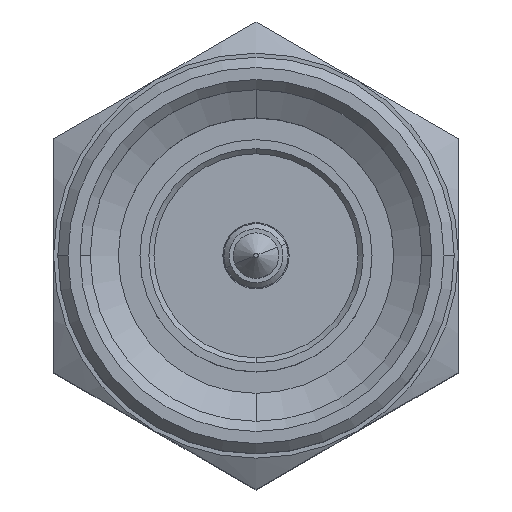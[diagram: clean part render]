
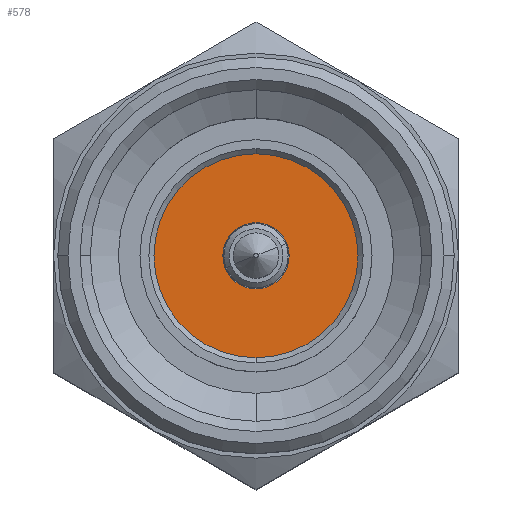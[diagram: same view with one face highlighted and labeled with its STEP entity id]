
A CAD part, top view. The second image highlights one B-rep face of the part: STEP entity #578.
In plain terms, the highlighted planar face has unit normal (0, 0, 1).
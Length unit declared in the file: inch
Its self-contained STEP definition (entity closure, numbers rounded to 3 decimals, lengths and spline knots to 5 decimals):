
#80 = DIRECTION ( 'NONE',  ( 0., 1., 0. ) ) ;
#92 = VERTEX_POINT ( 'NONE', #2254 ) ;
#125 = CARTESIAN_POINT ( 'NONE',  ( 0., 0.54, 0.52795 ) ) ;
#172 = DIRECTION ( 'NONE',  ( 0., 1., 0. ) ) ;
#246 = ORIENTED_EDGE ( 'NONE', *, *, #2347, .F. ) ;
#313 = EDGE_CURVE ( 'NONE', #2384, #92, #2911, .T. ) ;
#578 = ADVANCED_FACE ( 'NONE', ( #1001, #2265 ), #919, .F. ) ;
#766 = CARTESIAN_POINT ( 'NONE',  ( 0., 0.54, 0.52795 ) ) ;
#856 = ORIENTED_EDGE ( 'NONE', *, *, #3155, .T. ) ;
#919 = PLANE ( 'NONE',  #3311 ) ;
#1001 = FACE_OUTER_BOUND ( 'NONE', #4048, .T. ) ;
#1081 = ORIENTED_EDGE ( 'NONE', *, *, #2251, .F. ) ;
#1333 = EDGE_LOOP ( 'NONE', ( #856, #3262 ) ) ;
#1405 = DIRECTION ( 'NONE',  ( 0., 1., 0. ) ) ;
#1410 = CARTESIAN_POINT ( 'NONE',  ( 0., 0.46126, 0.52795 ) ) ;
#1646 = CARTESIAN_POINT ( 'NONE',  ( 0., 0.61874, 0.52795 ) ) ;
#1705 = DIRECTION ( 'NONE',  ( 0., 0., -1. ) ) ;
#1740 = AXIS2_PLACEMENT_3D ( 'NONE', #766, #2035, #172 ) ;
#2035 = DIRECTION ( 'NONE',  ( 0., 0., -1. ) ) ;
#2251 = EDGE_CURVE ( 'NONE', #2367, #3376, #2471, .T. ) ;
#2254 = CARTESIAN_POINT ( 'NONE',  ( 0., 0.56559, 0.52795 ) ) ;
#2265 = FACE_BOUND ( 'NONE', #1333, .T. ) ;
#2347 = EDGE_CURVE ( 'NONE', #3376, #2367, #3013, .T. ) ;
#2367 = VERTEX_POINT ( 'NONE', #2670 ) ;
#2384 = VERTEX_POINT ( 'NONE', #2650 ) ;
#2468 = DIRECTION ( 'NONE',  ( 0., 0., -1. ) ) ;
#2471 = CIRCLE ( 'NONE', #1740, 0.07874 ) ;
#2615 = AXIS2_PLACEMENT_3D ( 'NONE', #3076, #2468, #2743 ) ;
#2650 = CARTESIAN_POINT ( 'NONE',  ( 0., 0.51441, 0.52795 ) ) ;
#2670 = CARTESIAN_POINT ( 'NONE',  ( 0., 0.61874, 0.52795 ) ) ;
#2743 = DIRECTION ( 'NONE',  ( 0., 1., 0. ) ) ;
#2747 = CIRCLE ( 'NONE', #2615, 0.02559 ) ;
#2911 = CIRCLE ( 'NONE', #3442, 0.02559 ) ;
#2986 = DIRECTION ( 'NONE',  ( 0., 0., -1. ) ) ;
#2997 = CARTESIAN_POINT ( 'NONE',  ( 0., 0.54, 0.52795 ) ) ;
#3013 = CIRCLE ( 'NONE', #3143, 0.07874 ) ;
#3076 = CARTESIAN_POINT ( 'NONE',  ( 0., 0.54, 0.52795 ) ) ;
#3143 = AXIS2_PLACEMENT_3D ( 'NONE', #125, #2986, #1405 ) ;
#3155 = EDGE_CURVE ( 'NONE', #92, #2384, #2747, .T. ) ;
#3262 = ORIENTED_EDGE ( 'NONE', *, *, #313, .T. ) ;
#3311 = AXIS2_PLACEMENT_3D ( 'NONE', #1646, #4057, #3491 ) ;
#3376 = VERTEX_POINT ( 'NONE', #1410 ) ;
#3442 = AXIS2_PLACEMENT_3D ( 'NONE', #2997, #1705, #80 ) ;
#3491 = DIRECTION ( 'NONE',  ( 0., 1., 0. ) ) ;
#4048 = EDGE_LOOP ( 'NONE', ( #246, #1081 ) ) ;
#4057 = DIRECTION ( 'NONE',  ( 0., 0., -1. ) ) ;
